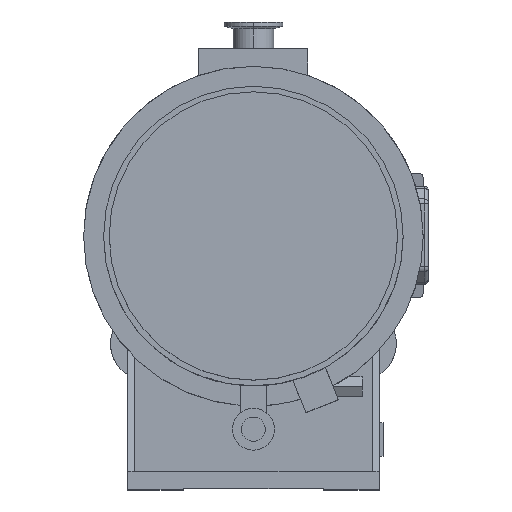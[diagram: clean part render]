
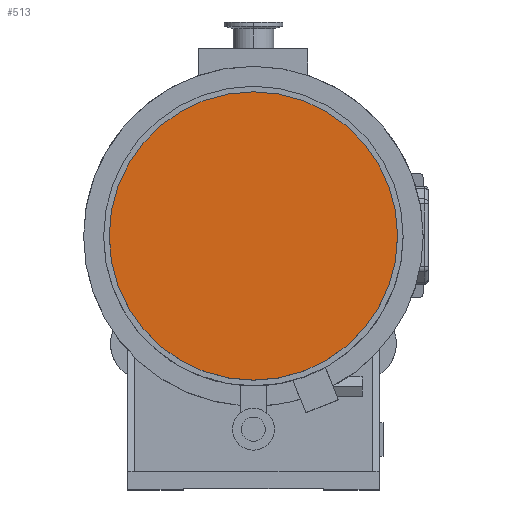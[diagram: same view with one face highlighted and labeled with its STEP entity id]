
A CAD part, top view. The second image highlights one B-rep face of the part: STEP entity #513.
In plain terms, the highlighted planar face has unit normal (0, 0, 1).
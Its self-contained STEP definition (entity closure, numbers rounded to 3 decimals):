
#240 = EDGE_CURVE ( 'NONE', #241, #242, #3035, .T. ) ;
#241 = VERTEX_POINT ( 'NONE', #3089 ) ;
#242 = VERTEX_POINT ( 'NONE', #3088 ) ;
#510 = EDGE_CURVE ( 'NONE', #242, #241, #3573, .T. ) ;
#513 = ADVANCED_FACE ( 'NONE', ( #3508 ), #3568, .T. ) ;
#514 = EDGE_LOOP ( 'NONE', ( #565, #566 ) ) ;
#565 = ORIENTED_EDGE ( 'NONE', *, *, #510, .T. ) ;
#566 = ORIENTED_EDGE ( 'NONE', *, *, #240, .T. ) ;
#3035 = CIRCLE ( 'NONE', #3093, 103. ) ;
#3088 = CARTESIAN_POINT ( 'NONE',  ( -103., 0., 124.7 ) ) ;
#3089 = CARTESIAN_POINT ( 'NONE',  ( 103., 0., 124.7 ) ) ;
#3090 = DIRECTION ( 'NONE',  ( 1., 0., 0. ) ) ;
#3091 = DIRECTION ( 'NONE',  ( 0., 0., 1. ) ) ;
#3092 = CARTESIAN_POINT ( 'NONE',  ( 0., 0., 124.7 ) ) ;
#3093 = AXIS2_PLACEMENT_3D ( 'NONE', #3092, #3091, #3090 ) ;
#3508 = FACE_OUTER_BOUND ( 'NONE', #514, .T. ) ;
#3564 = DIRECTION ( 'NONE',  ( 1., 0., 0. ) ) ;
#3565 = DIRECTION ( 'NONE',  ( 0., 0., 1. ) ) ;
#3566 = CARTESIAN_POINT ( 'NONE',  ( 0., 0., 124.7 ) ) ;
#3567 = AXIS2_PLACEMENT_3D ( 'NONE', #3566, #3565, #3564 ) ;
#3568 = PLANE ( 'NONE',  #3567 ) ;
#3569 = DIRECTION ( 'NONE',  ( 1., 0., 0. ) ) ;
#3570 = DIRECTION ( 'NONE',  ( 0., 0., 1. ) ) ;
#3571 = CARTESIAN_POINT ( 'NONE',  ( 0., 0., 124.7 ) ) ;
#3572 = AXIS2_PLACEMENT_3D ( 'NONE', #3571, #3570, #3569 ) ;
#3573 = CIRCLE ( 'NONE', #3572, 103. ) ;
